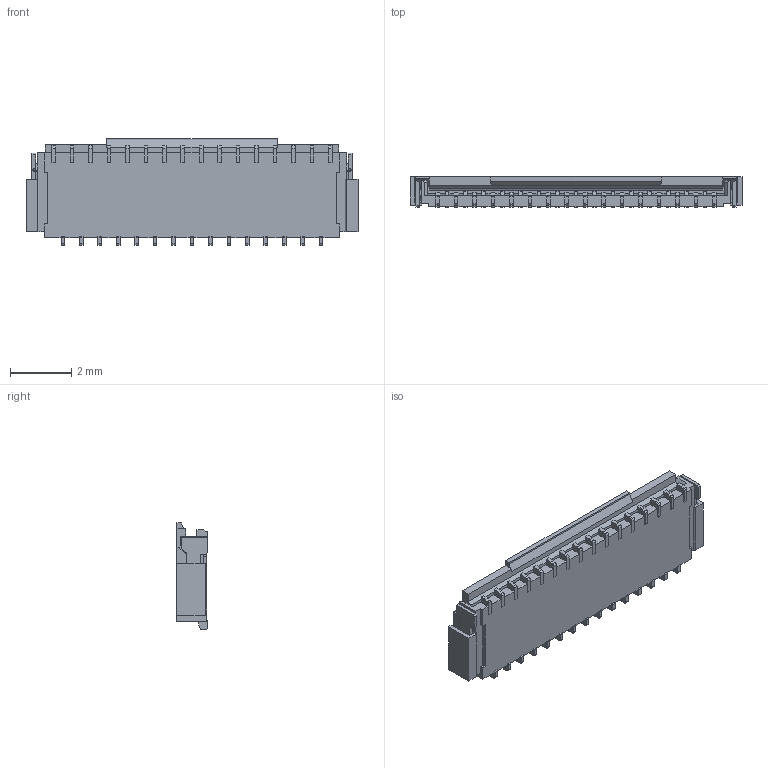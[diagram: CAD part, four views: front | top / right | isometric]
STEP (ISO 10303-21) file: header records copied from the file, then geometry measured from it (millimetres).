
FILE_DESCRIPTION(('STEP AP242'),'1');
FILE_NAME('3-2328724-1.stp','2021-04-02T10:29:27',('TraceParts'),('TraceParts S.A.'),'Spatial InterOp 3D',' ',' ');
FILE_SCHEMA(('AP242_MANAGED_MODEL_BASED_3D_ENGINEERING_MIM_LF {1 0 10303 442 1 1 4}'));
Length unit declared in the file: millimetre
Products named in the file (1): 3-2328724-1
Bounding box: 10.8 x 1 x 3.48 mm (x, y, z)
Volume: 23.5 mm3; surface area: 151.3 mm2
Topology: 1 solids, 1 shells, 1046 faces, 3149 edges, 2072 vertices
Faces by surface type: plane 746, cylinder 300
Entity records: 35344 total; most frequent: CARTESIAN_POINT 6438, ORIENTED_EDGE 6298, DIRECTION 5811, EDGE_CURVE 3149, LINE 2513, VECTOR 2513, VERTEX_POINT 2072, AXIS2_PLACEMENT_3D 1649
